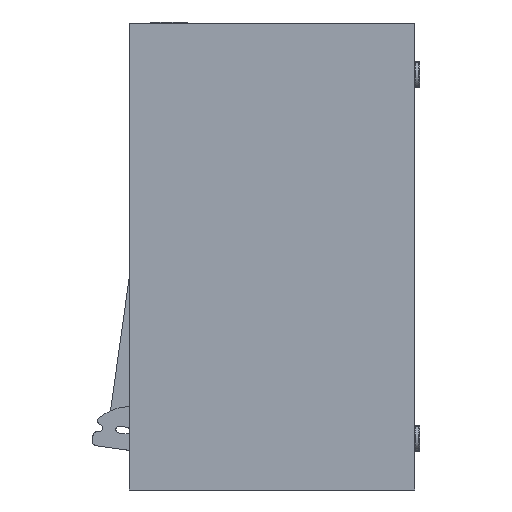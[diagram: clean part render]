
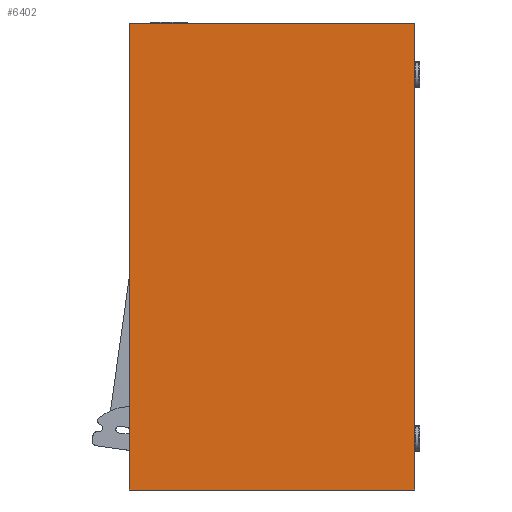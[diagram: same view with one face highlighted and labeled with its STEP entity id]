
A CAD part, left-side view. The second image highlights one B-rep face of the part: STEP entity #6402.
In plain terms, the highlighted planar face has unit normal (-1, 0, 0).
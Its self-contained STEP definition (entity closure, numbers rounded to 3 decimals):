
#532=FACE_OUTER_BOUND('',#916,.T.);
#916=EDGE_LOOP('',(#5788,#5789,#5790,#5791));
#1540=LINE('',#10792,#2178);
#1543=LINE('',#10798,#2181);
#1546=LINE('',#10804,#2184);
#1549=LINE('',#10808,#2187);
#2178=VECTOR('',#8947,10.);
#2181=VECTOR('',#8952,10.);
#2184=VECTOR('',#8957,10.);
#2187=VECTOR('',#8962,10.);
#3032=VERTEX_POINT('',#10789);
#3033=VERTEX_POINT('',#10791);
#3035=VERTEX_POINT('',#10797);
#3037=VERTEX_POINT('',#10803);
#3950=EDGE_CURVE('',#3033,#3032,#1540,.T.);
#3953=EDGE_CURVE('',#3035,#3033,#1543,.T.);
#3956=EDGE_CURVE('',#3037,#3035,#1546,.T.);
#3959=EDGE_CURVE('',#3032,#3037,#1549,.T.);
#5788=ORIENTED_EDGE('',*,*,#3959,.T.);
#5789=ORIENTED_EDGE('',*,*,#3956,.T.);
#5790=ORIENTED_EDGE('',*,*,#3953,.T.);
#5791=ORIENTED_EDGE('',*,*,#3950,.T.);
#6053=PLANE('',#7069);
#6402=ADVANCED_FACE('',(#532),#6053,.T.);
#7069=AXIS2_PLACEMENT_3D('',#10809,#8963,#8964);
#8947=DIRECTION('',(0.,-1.,0.));
#8952=DIRECTION('',(0.,0.,-1.));
#8957=DIRECTION('',(0.,1.,0.));
#8962=DIRECTION('',(0.,0.,1.));
#8963=DIRECTION('center_axis',(-1.,0.,0.));
#8964=DIRECTION('ref_axis',(0.,0.,1.));
#10789=CARTESIAN_POINT('',(-885.,0.,-225.));
#10791=CARTESIAN_POINT('',(-885.,275.,-225.));
#10792=CARTESIAN_POINT('',(-885.,275.,-225.));
#10797=CARTESIAN_POINT('',(-885.,275.,225.));
#10798=CARTESIAN_POINT('',(-885.,275.,225.));
#10803=CARTESIAN_POINT('',(-885.,0.,225.));
#10804=CARTESIAN_POINT('',(-885.,0.,225.));
#10808=CARTESIAN_POINT('',(-885.,0.,-225.));
#10809=CARTESIAN_POINT('Origin',(-885.,137.5,0.));
